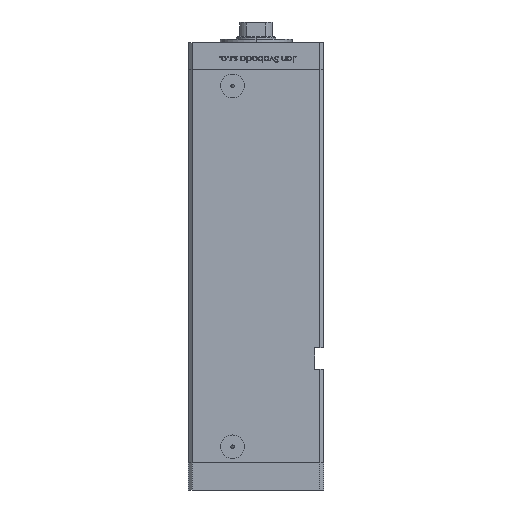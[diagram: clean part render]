
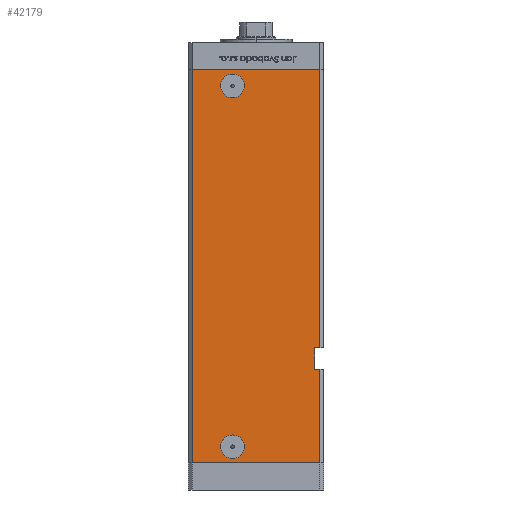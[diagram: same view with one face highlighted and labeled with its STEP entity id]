
A CAD part, left-side view. The second image highlights one B-rep face of the part: STEP entity #42179.
In plain terms, the highlighted planar face has unit normal (-1, 0, 0).
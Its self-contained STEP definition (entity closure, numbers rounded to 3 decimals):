
#1705 = DIRECTION ( 'NONE',  ( -1., 0., 0. ) ) ;
#1760 = CARTESIAN_POINT ( 'NONE',  ( -42.5, -32.5, 64. ) ) ;
#3212 = FACE_BOUND ( 'NONE', #19789, .T. ) ;
#3819 = DIRECTION ( 'NONE',  ( 0., -1., 0. ) ) ;
#4252 = EDGE_CURVE ( 'NONE', #25390, #46682, #32407, .T. ) ;
#4267 = FACE_BOUND ( 'NONE', #5576, .T. ) ;
#4509 = DIRECTION ( 'NONE',  ( 0., 0., -1. ) ) ;
#4624 = CARTESIAN_POINT ( 'NONE',  ( -42.5, 13., 9. ) ) ;
#5455 = EDGE_CURVE ( 'NONE', #39271, #44808, #17877, .T. ) ;
#5576 = EDGE_LOOP ( 'NONE', ( #40684, #31933 ) ) ;
#8421 = VECTOR ( 'NONE', #44535, 1000. ) ;
#9043 = DIRECTION ( 'NONE',  ( 0., -1., 0. ) ) ;
#9246 = CARTESIAN_POINT ( 'NONE',  ( -42.5, 35.5, 218.5 ) ) ;
#9299 = AXIS2_PLACEMENT_3D ( 'NONE', #47384, #1705, #9043 ) ;
#9633 = VERTEX_POINT ( 'NONE', #50921 ) ;
#10524 = CARTESIAN_POINT ( 'NONE',  ( -42.5, 35.5, 0. ) ) ;
#10669 = LINE ( 'NONE', #47761, #45626 ) ;
#11994 = LINE ( 'NONE', #28380, #40157 ) ;
#12130 = CIRCLE ( 'NONE', #27551, 6.58 ) ;
#12312 = DIRECTION ( 'NONE',  ( 1., 0., 0. ) ) ;
#12898 = CARTESIAN_POINT ( 'NONE',  ( -42.5, 6.42, 9. ) ) ;
#13195 = CARTESIAN_POINT ( 'NONE',  ( -42.5, 13., 209.5 ) ) ;
#13303 = EDGE_CURVE ( 'NONE', #43278, #39735, #12130, .T. ) ;
#14077 = ORIENTED_EDGE ( 'NONE', *, *, #47503, .F. ) ;
#14993 = EDGE_CURVE ( 'NONE', #9633, #30335, #10669, .T. ) ;
#15217 = DIRECTION ( 'NONE',  ( 0., -1., 0. ) ) ;
#15696 = VECTOR ( 'NONE', #4509, 1000. ) ;
#16015 = CARTESIAN_POINT ( 'NONE',  ( -42.5, -35.5, 218.5 ) ) ;
#16997 = AXIS2_PLACEMENT_3D ( 'NONE', #4624, #37653, #49760 ) ;
#17109 = CARTESIAN_POINT ( 'NONE',  ( -42.5, 19.58, 209.5 ) ) ;
#17877 = CIRCLE ( 'NONE', #9299, 6.58 ) ;
#18087 = LINE ( 'NONE', #9246, #46622 ) ;
#18165 = VERTEX_POINT ( 'NONE', #20466 ) ;
#19182 = CARTESIAN_POINT ( 'NONE',  ( -42.5, -35.5, 218.5 ) ) ;
#19229 = EDGE_CURVE ( 'NONE', #30335, #31592, #28934, .T. ) ;
#19463 = VECTOR ( 'NONE', #34969, 1000. ) ;
#19789 = EDGE_LOOP ( 'NONE', ( #32704, #38680 ) ) ;
#20108 = VERTEX_POINT ( 'NONE', #44892 ) ;
#20466 = CARTESIAN_POINT ( 'NONE',  ( -42.5, -32.5, 52. ) ) ;
#20628 = FACE_OUTER_BOUND ( 'NONE', #39576, .T. ) ;
#21031 = ORIENTED_EDGE ( 'NONE', *, *, #14993, .F. ) ;
#21339 = CARTESIAN_POINT ( 'NONE',  ( -42.5, 19.58, 9. ) ) ;
#21687 = CIRCLE ( 'NONE', #36334, 6.58 ) ;
#22159 = DIRECTION ( 'NONE',  ( 0., 0., -1. ) ) ;
#22331 = VERTEX_POINT ( 'NONE', #35320 ) ;
#22734 = EDGE_CURVE ( 'NONE', #18165, #25390, #32536, .T. ) ;
#23726 = EDGE_CURVE ( 'NONE', #44808, #39271, #21687, .T. ) ;
#24335 = EDGE_CURVE ( 'NONE', #9633, #22331, #18087, .T. ) ;
#24835 = ORIENTED_EDGE ( 'NONE', *, *, #47286, .T. ) ;
#25253 = CARTESIAN_POINT ( 'NONE',  ( -42.5, 6.42, 209.5 ) ) ;
#25390 = VERTEX_POINT ( 'NONE', #40132 ) ;
#26211 = DIRECTION ( 'NONE',  ( -1., 0., 0. ) ) ;
#27551 = AXIS2_PLACEMENT_3D ( 'NONE', #31572, #26211, #47987 ) ;
#28380 = CARTESIAN_POINT ( 'NONE',  ( -42.5, -32.5, 64. ) ) ;
#28934 = LINE ( 'NONE', #40783, #15696 ) ;
#29578 = DIRECTION ( 'NONE',  ( -1., 0., 0. ) ) ;
#30335 = VERTEX_POINT ( 'NONE', #19182 ) ;
#31117 = ORIENTED_EDGE ( 'NONE', *, *, #22734, .F. ) ;
#31572 = CARTESIAN_POINT ( 'NONE',  ( -42.5, 13., 9. ) ) ;
#31592 = VERTEX_POINT ( 'NONE', #47894 ) ;
#31933 = ORIENTED_EDGE ( 'NONE', *, *, #5455, .F. ) ;
#31990 = VECTOR ( 'NONE', #3819, 1000. ) ;
#32407 = LINE ( 'NONE', #16015, #8421 ) ;
#32536 = LINE ( 'NONE', #40365, #31990 ) ;
#32597 = CARTESIAN_POINT ( 'NONE',  ( -42.5, -35.5, 0. ) ) ;
#32704 = ORIENTED_EDGE ( 'NONE', *, *, #48150, .F. ) ;
#34969 = DIRECTION ( 'NONE',  ( 0., -1., 0. ) ) ;
#35320 = CARTESIAN_POINT ( 'NONE',  ( -42.5, 35.5, 0. ) ) ;
#35922 = DIRECTION ( 'NONE',  ( 0., -1., 0. ) ) ;
#35976 = DIRECTION ( 'NONE',  ( 0., 1., 0. ) ) ;
#36044 = LINE ( 'NONE', #10524, #19463 ) ;
#36239 = CARTESIAN_POINT ( 'NONE',  ( -42.5, 35.5, 218.5 ) ) ;
#36334 = AXIS2_PLACEMENT_3D ( 'NONE', #13195, #29578, #41690 ) ;
#37653 = DIRECTION ( 'NONE',  ( -1., 0., 0. ) ) ;
#38376 = AXIS2_PLACEMENT_3D ( 'NONE', #36239, #12312, #35976 ) ;
#38680 = ORIENTED_EDGE ( 'NONE', *, *, #13303, .F. ) ;
#38846 = LINE ( 'NONE', #1760, #45292 ) ;
#38893 = ORIENTED_EDGE ( 'NONE', *, *, #24335, .T. ) ;
#39138 = ORIENTED_EDGE ( 'NONE', *, *, #4252, .F. ) ;
#39271 = VERTEX_POINT ( 'NONE', #17109 ) ;
#39576 = EDGE_LOOP ( 'NONE', ( #39138, #31117, #14077, #24835, #49392, #21031, #38893, #48188 ) ) ;
#39735 = VERTEX_POINT ( 'NONE', #12898 ) ;
#40132 = CARTESIAN_POINT ( 'NONE',  ( -42.5, -35.5, 52. ) ) ;
#40157 = VECTOR ( 'NONE', #35922, 1000. ) ;
#40193 = CIRCLE ( 'NONE', #16997, 6.58 ) ;
#40365 = CARTESIAN_POINT ( 'NONE',  ( -42.5, -32.5, 52. ) ) ;
#40542 = PLANE ( 'NONE',  #38376 ) ;
#40684 = ORIENTED_EDGE ( 'NONE', *, *, #23726, .F. ) ;
#40783 = CARTESIAN_POINT ( 'NONE',  ( -42.5, -35.5, 218.5 ) ) ;
#41690 = DIRECTION ( 'NONE',  ( 0., -1., 0. ) ) ;
#42179 = ADVANCED_FACE ( 'NONE', ( #20628, #3212, #4267 ), #40542, .F. ) ;
#43278 = VERTEX_POINT ( 'NONE', #21339 ) ;
#44535 = DIRECTION ( 'NONE',  ( 0., 0., -1. ) ) ;
#44674 = EDGE_CURVE ( 'NONE', #22331, #46682, #36044, .T. ) ;
#44808 = VERTEX_POINT ( 'NONE', #25253 ) ;
#44892 = CARTESIAN_POINT ( 'NONE',  ( -42.5, -32.5, 64. ) ) ;
#45292 = VECTOR ( 'NONE', #22159, 1000. ) ;
#45626 = VECTOR ( 'NONE', #15217, 1000. ) ;
#46622 = VECTOR ( 'NONE', #51161, 1000. ) ;
#46682 = VERTEX_POINT ( 'NONE', #32597 ) ;
#47286 = EDGE_CURVE ( 'NONE', #20108, #31592, #11994, .T. ) ;
#47384 = CARTESIAN_POINT ( 'NONE',  ( -42.5, 13., 209.5 ) ) ;
#47503 = EDGE_CURVE ( 'NONE', #20108, #18165, #38846, .T. ) ;
#47761 = CARTESIAN_POINT ( 'NONE',  ( -42.5, 35.5, 218.5 ) ) ;
#47894 = CARTESIAN_POINT ( 'NONE',  ( -42.5, -35.5, 64. ) ) ;
#47987 = DIRECTION ( 'NONE',  ( 0., -1., 0. ) ) ;
#48150 = EDGE_CURVE ( 'NONE', #39735, #43278, #40193, .T. ) ;
#48188 = ORIENTED_EDGE ( 'NONE', *, *, #44674, .T. ) ;
#49392 = ORIENTED_EDGE ( 'NONE', *, *, #19229, .F. ) ;
#49760 = DIRECTION ( 'NONE',  ( 0., -1., 0. ) ) ;
#50921 = CARTESIAN_POINT ( 'NONE',  ( -42.5, 35.5, 218.5 ) ) ;
#51161 = DIRECTION ( 'NONE',  ( 0., 0., -1. ) ) ;
